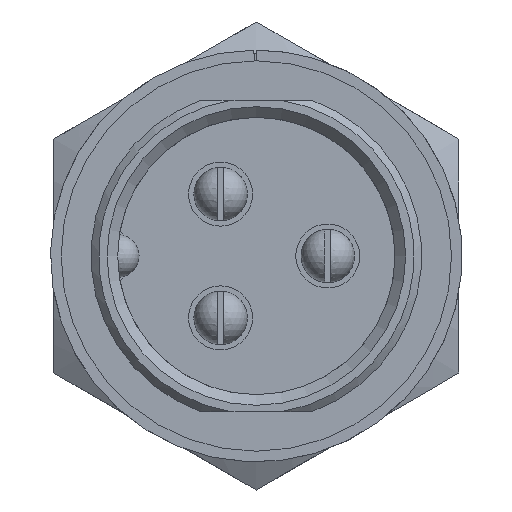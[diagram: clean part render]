
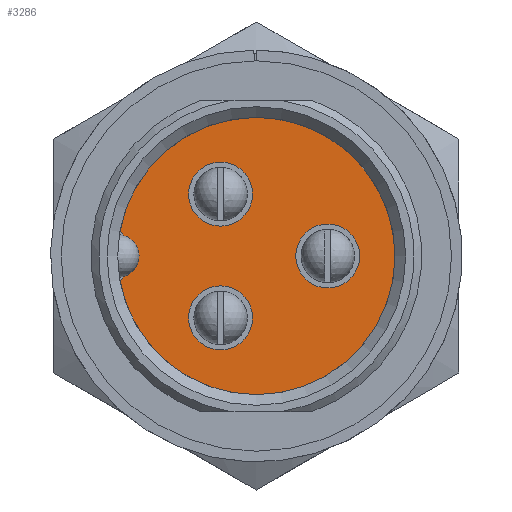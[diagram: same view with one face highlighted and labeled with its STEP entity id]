
A CAD part, left-side view. The second image highlights one B-rep face of the part: STEP entity #3286.
In plain terms, the highlighted face is planar.
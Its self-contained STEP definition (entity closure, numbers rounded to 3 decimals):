
#340=FACE_BOUND('',#798,.T.);
#341=FACE_BOUND('',#799,.T.);
#342=FACE_BOUND('',#800,.T.);
#419=PLANE('',#3643);
#598=FACE_OUTER_BOUND('',#797,.T.);
#797=EDGE_LOOP('',(#3021,#3022,#3023));
#798=EDGE_LOOP('',(#3024));
#799=EDGE_LOOP('',(#3025));
#800=EDGE_LOOP('',(#3026));
#1293=CIRCLE('',#3629,1.5);
#1295=CIRCLE('',#3632,1.5);
#1297=CIRCLE('',#3635,1.5);
#1299=CIRCLE('',#3638,6.65);
#1301=CIRCLE('',#3640,6.65);
#1303=CIRCLE('',#3644,1.5);
#1606=VERTEX_POINT('',#7110);
#1608=VERTEX_POINT('',#7116);
#1610=VERTEX_POINT('',#7122);
#1612=VERTEX_POINT('',#7128);
#1613=VERTEX_POINT('',#7129);
#1616=VERTEX_POINT('',#7135);
#2075=EDGE_CURVE('',#1606,#1606,#1293,.T.);
#2078=EDGE_CURVE('',#1608,#1608,#1295,.T.);
#2081=EDGE_CURVE('',#1610,#1610,#1297,.T.);
#2084=EDGE_CURVE('',#1612,#1613,#1299,.T.);
#2088=EDGE_CURVE('',#1613,#1616,#1301,.T.);
#2091=EDGE_CURVE('',#1612,#1616,#1303,.T.);
#3021=ORIENTED_EDGE('',*,*,#2091,.F.);
#3022=ORIENTED_EDGE('',*,*,#2084,.T.);
#3023=ORIENTED_EDGE('',*,*,#2088,.T.);
#3024=ORIENTED_EDGE('',*,*,#2075,.T.);
#3025=ORIENTED_EDGE('',*,*,#2078,.T.);
#3026=ORIENTED_EDGE('',*,*,#2081,.T.);
#3286=ADVANCED_FACE('',(#598,#340,#341,#342),#419,.T.);
#3629=AXIS2_PLACEMENT_3D('',#7111,#4308,#4309);
#3632=AXIS2_PLACEMENT_3D('',#7117,#4315,#4316);
#3635=AXIS2_PLACEMENT_3D('',#7123,#4322,#4323);
#3638=AXIS2_PLACEMENT_3D('',#7130,#4329,#4330);
#3640=AXIS2_PLACEMENT_3D('',#7137,#4335,#4336);
#3643=AXIS2_PLACEMENT_3D('',#7142,#4342,#4343);
#3644=AXIS2_PLACEMENT_3D('',#7143,#4344,#4345);
#4308=DIRECTION('center_axis',(0.,0.,-1.));
#4309=DIRECTION('ref_axis',(0.5,0.866,0.));
#4315=DIRECTION('center_axis',(0.,0.,-1.));
#4316=DIRECTION('ref_axis',(0.5,-0.866,0.));
#4322=DIRECTION('center_axis',(0.,0.,-1.));
#4323=DIRECTION('ref_axis',(-1.,0.,0.));
#4329=DIRECTION('center_axis',(0.,0.,1.));
#4330=DIRECTION('ref_axis',(1.,0.,0.));
#4335=DIRECTION('center_axis',(0.,0.,1.));
#4336=DIRECTION('ref_axis',(1.,0.,0.));
#4342=DIRECTION('center_axis',(0.,0.,1.));
#4343=DIRECTION('ref_axis',(1.,0.,0.));
#4344=DIRECTION('center_axis',(0.,0.,1.));
#4345=DIRECTION('ref_axis',(1.,0.,0.));
#7110=CARTESIAN_POINT('',(-3.651,0.376,0.));
#7111=CARTESIAN_POINT('Origin',(-2.901,1.675,0.));
#7116=CARTESIAN_POINT('',(2.151,2.974,0.));
#7117=CARTESIAN_POINT('Origin',(2.901,1.675,0.));
#7122=CARTESIAN_POINT('',(1.5,-3.35,0.));
#7123=CARTESIAN_POINT('Origin',(0.,-3.35,0.));
#7128=CARTESIAN_POINT('',(-1.25,6.531,0.));
#7129=CARTESIAN_POINT('',(-6.65,0.,0.));
#7130=CARTESIAN_POINT('Origin',(0.,0.,0.));
#7135=CARTESIAN_POINT('',(1.25,6.531,0.));
#7137=CARTESIAN_POINT('Origin',(0.,0.,0.));
#7142=CARTESIAN_POINT('Origin',(0.,0.,0.));
#7143=CARTESIAN_POINT('Origin',(0.,7.361,0.));
